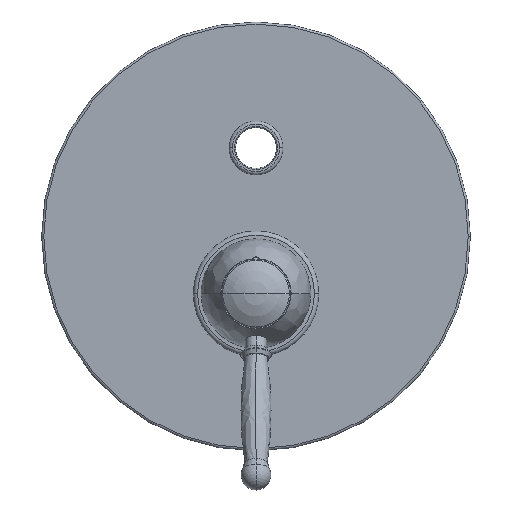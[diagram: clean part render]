
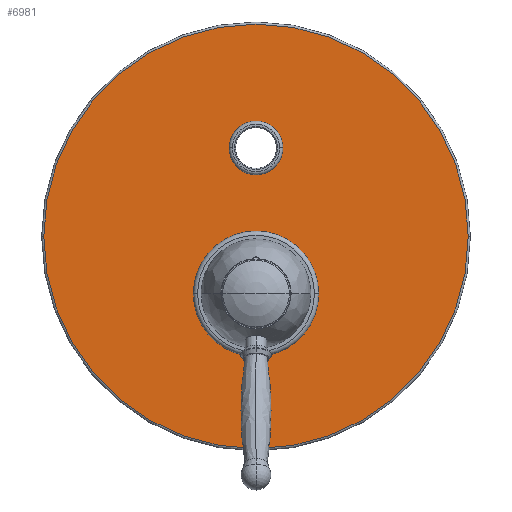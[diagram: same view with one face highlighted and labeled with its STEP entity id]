
A CAD part, top view. The second image highlights one B-rep face of the part: STEP entity #6981.
In plain terms, the highlighted planar face has unit normal (0, 0, 1).
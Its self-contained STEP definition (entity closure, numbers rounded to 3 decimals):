
#1891=CARTESIAN_POINT('',(0.,26.75,-2.));
#1892=DIRECTION('',(0.,0.,1.));
#1893=DIRECTION('',(-1.,0.,0.));
#1894=AXIS2_PLACEMENT_3D('',#1891,#1892,#1893);
#1896=CARTESIAN_POINT('',(0.,26.75,-2.));
#1897=DIRECTION('',(0.,0.,1.));
#1898=DIRECTION('',(1.,0.,0.));
#1899=AXIS2_PLACEMENT_3D('',#1896,#1897,#1898);
#1901=CARTESIAN_POINT('',(0.,68.,-2.));
#1902=DIRECTION('',(0.,0.,-1.));
#1903=DIRECTION('',(-1.,0.,0.));
#1904=AXIS2_PLACEMENT_3D('',#1901,#1902,#1903);
#1906=CARTESIAN_POINT('',(0.,68.,-2.));
#1907=DIRECTION('',(0.,0.,-1.));
#1908=DIRECTION('',(1.,0.,0.));
#1909=AXIS2_PLACEMENT_3D('',#1906,#1907,#1908);
#1911=CARTESIAN_POINT('',(0.,0.,-2.));
#1912=DIRECTION('',(0.,0.,-1.));
#1913=DIRECTION('',(-1.,0.,0.));
#1914=AXIS2_PLACEMENT_3D('',#1911,#1912,#1913);
#1916=CARTESIAN_POINT('',(0.,0.,-2.));
#1917=DIRECTION('',(0.,0.,-1.));
#1918=DIRECTION('',(1.,0.,0.));
#1919=AXIS2_PLACEMENT_3D('',#1916,#1917,#1918);
#3692=CARTESIAN_POINT('',(-99.,26.75,-2.));
#3693=CARTESIAN_POINT('',(99.,26.75,-2.));
#3694=VERTEX_POINT('',#3692);
#3695=VERTEX_POINT('',#3693);
#3744=CARTESIAN_POINT('',(-12.55,68.,-2.));
#3745=CARTESIAN_POINT('',(12.55,68.,-2.));
#3746=VERTEX_POINT('',#3744);
#3747=VERTEX_POINT('',#3745);
#3806=CARTESIAN_POINT('',(-29.25,0.,-2.));
#3807=CARTESIAN_POINT('',(29.25,0.,-2.));
#3808=VERTEX_POINT('',#3806);
#3809=VERTEX_POINT('',#3807);
#6959=CARTESIAN_POINT('',(0.,26.75,-2.));
#6960=DIRECTION('',(0.,0.,-1.));
#6961=DIRECTION('',(1.,0.,0.));
#6962=AXIS2_PLACEMENT_3D('',#6959,#6960,#6961);
#6963=PLANE('',#6962);
#6965=ORIENTED_EDGE('',*,*,#6964,.F.);
#6967=ORIENTED_EDGE('',*,*,#6966,.F.);
#6968=EDGE_LOOP('',(#6965,#6967));
#6969=FACE_OUTER_BOUND('',#6968,.F.);
#6971=ORIENTED_EDGE('',*,*,#6970,.F.);
#6973=ORIENTED_EDGE('',*,*,#6972,.F.);
#6974=EDGE_LOOP('',(#6971,#6973));
#6975=FACE_BOUND('',#6974,.F.);
#6976=ORIENTED_EDGE('',*,*,#6942,.F.);
#6978=ORIENTED_EDGE('',*,*,#6977,.F.);
#6979=EDGE_LOOP('',(#6976,#6978));
#6980=FACE_BOUND('',#6979,.F.);
#6981=ADVANCED_FACE('',(#6969,#6975,#6980),#6963,.F.);
#1895=CIRCLE('',#1894,99.);
#1900=CIRCLE('',#1899,99.);
#1905=CIRCLE('',#1904,12.55);
#1910=CIRCLE('',#1909,12.55);
#1915=CIRCLE('',#1914,29.25);
#1920=CIRCLE('',#1919,29.25);
#6942=EDGE_CURVE('',#3808,#3809,#1915,.T.);
#6964=EDGE_CURVE('',#3694,#3695,#1895,.T.);
#6966=EDGE_CURVE('',#3695,#3694,#1900,.T.);
#6970=EDGE_CURVE('',#3746,#3747,#1905,.T.);
#6972=EDGE_CURVE('',#3747,#3746,#1910,.T.);
#6977=EDGE_CURVE('',#3809,#3808,#1920,.T.);
